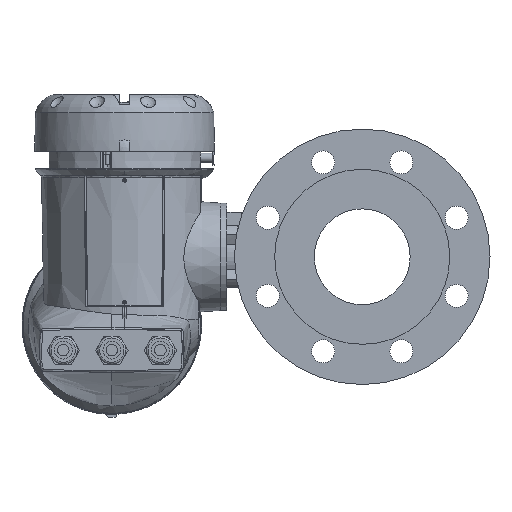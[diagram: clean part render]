
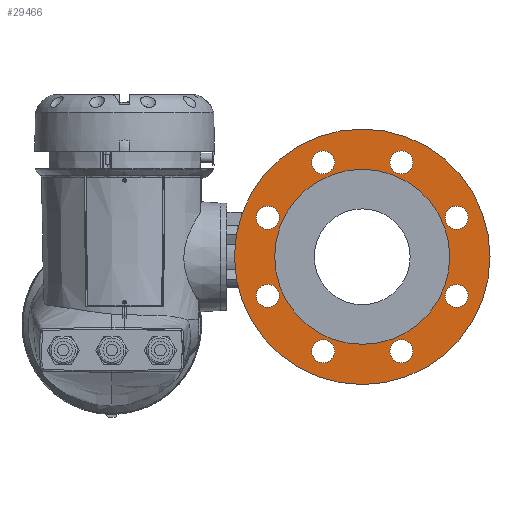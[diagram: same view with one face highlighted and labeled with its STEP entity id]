
A CAD part, left-side view. The second image highlights one B-rep face of the part: STEP entity #29466.
In plain terms, the highlighted planar face has unit normal (-1, 0, 0).
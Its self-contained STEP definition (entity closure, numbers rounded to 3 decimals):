
#444 = EDGE_LOOP ( 'NONE', ( #21904 ) ) ;
#450 = EDGE_LOOP ( 'NONE', ( #21901 ) ) ;
#461 = EDGE_LOOP ( 'NONE', ( #21897 ) ) ;
#464 = EDGE_LOOP ( 'NONE', ( #21896 ) ) ;
#469 = EDGE_LOOP ( 'NONE', ( #21895 ) ) ;
#678 = EDGE_LOOP ( 'NONE', ( #21902 ) ) ;
#1297 = EDGE_LOOP ( 'NONE', ( #21903 ) ) ;
#1511 = PLANE ( 'NONE',  #7211 ) ;
#1524 = CARTESIAN_POINT ( 'NONE',  ( -89.805, -99.517, -10.543 ) ) ;
#1535 = DIRECTION ( 'NONE',  ( -1., 0., 0. ) ) ;
#1537 = DIRECTION ( 'NONE',  ( 0., 0., -1. ) ) ;
#4551 = CIRCLE ( 'NONE', #6378, 68.5 ) ;
#4652 = CIRCLE ( 'NONE', #6366, 9. ) ;
#4671 = CIRCLE ( 'NONE', #6354, 9. ) ;
#4685 = CIRCLE ( 'NONE', #6362, 9. ) ;
#4690 = CIRCLE ( 'NONE', #6360, 100. ) ;
#4705 = CIRCLE ( 'NONE', #6358, 9. ) ;
#4717 = CIRCLE ( 'NONE', #6356, 9. ) ;
#4725 = CIRCLE ( 'NONE', #6343, 9. ) ;
#4738 = CIRCLE ( 'NONE', #6348, 9. ) ;
#4751 = CIRCLE ( 'NONE', #6342, 9. ) ;
#6342 = AXIS2_PLACEMENT_3D ( 'NONE', #20892, #20899, #20900 ) ;
#6343 = AXIS2_PLACEMENT_3D ( 'NONE', #20931, #20932, #20933 ) ;
#6348 = AXIS2_PLACEMENT_3D ( 'NONE', #20916, #20917, #20918 ) ;
#6354 = AXIS2_PLACEMENT_3D ( 'NONE', #21005, #21006, #21007 ) ;
#6356 = AXIS2_PLACEMENT_3D ( 'NONE', #20924, #20944, #20945 ) ;
#6358 = AXIS2_PLACEMENT_3D ( 'NONE', #20958, #20960, #20961 ) ;
#6360 = AXIS2_PLACEMENT_3D ( 'NONE', #20985, #20988, #20989 ) ;
#6362 = AXIS2_PLACEMENT_3D ( 'NONE', #20995, #20997, #20998 ) ;
#6366 = AXIS2_PLACEMENT_3D ( 'NONE', #21015, #21026, #21027 ) ;
#6378 = AXIS2_PLACEMENT_3D ( 'NONE', #21214, #21215, #21216 ) ;
#7211 = AXIS2_PLACEMENT_3D ( 'NONE', #1524, #1535, #1537 ) ;
#10415 = VERTEX_POINT ( 'NONE', #10416 ) ;
#10416 = CARTESIAN_POINT ( 'NONE',  ( -89.805, -25.607, -32.157 ) ) ;
#10423 = VERTEX_POINT ( 'NONE', #10424 ) ;
#10424 = CARTESIAN_POINT ( 'NONE',  ( -89.805, -68.902, -75.453 ) ) ;
#10427 = VERTEX_POINT ( 'NONE', #10428 ) ;
#10428 = CARTESIAN_POINT ( 'NONE',  ( -89.805, -130.132, -75.453 ) ) ;
#10431 = VERTEX_POINT ( 'NONE', #10432 ) ;
#10432 = CARTESIAN_POINT ( 'NONE',  ( -89.805, -173.427, -32.157 ) ) ;
#10435 = VERTEX_POINT ( 'NONE', #10436 ) ;
#10436 = CARTESIAN_POINT ( 'NONE',  ( -89.805, -173.427, 29.072 ) ) ;
#10439 = VERTEX_POINT ( 'NONE', #10440 ) ;
#10440 = CARTESIAN_POINT ( 'NONE',  ( -89.805, -99.517, -110.543 ) ) ;
#10441 = VERTEX_POINT ( 'NONE', #10442 ) ;
#10442 = CARTESIAN_POINT ( 'NONE',  ( -89.805, -68.902, 72.368 ) ) ;
#10443 = VERTEX_POINT ( 'NONE', #10444 ) ;
#10444 = CARTESIAN_POINT ( 'NONE',  ( -89.805, -25.607, 29.072 ) ) ;
#10445 = VERTEX_POINT ( 'NONE', #10446 ) ;
#10446 = CARTESIAN_POINT ( 'NONE',  ( -89.805, -130.132, 72.368 ) ) ;
#10459 = VERTEX_POINT ( 'NONE', #10460 ) ;
#10460 = CARTESIAN_POINT ( 'NONE',  ( -89.805, -99.517, -79.043 ) ) ;
#13737 = EDGE_CURVE ( 'NONE', #10415, #10415, #4751, .T. ) ;
#13744 = EDGE_CURVE ( 'NONE', #10423, #10423, #4738, .T. ) ;
#13750 = EDGE_CURVE ( 'NONE', #10427, #10427, #4725, .T. ) ;
#13755 = EDGE_CURVE ( 'NONE', #10431, #10431, #4717, .T. ) ;
#13761 = EDGE_CURVE ( 'NONE', #10435, #10435, #4705, .T. ) ;
#13769 = EDGE_CURVE ( 'NONE', #10439, #10439, #4690, .T. ) ;
#13772 = EDGE_CURVE ( 'NONE', #10441, #10441, #4685, .T. ) ;
#13776 = EDGE_CURVE ( 'NONE', #10443, #10443, #4671, .T. ) ;
#13785 = EDGE_CURVE ( 'NONE', #10445, #10445, #4652, .T. ) ;
#13837 = EDGE_CURVE ( 'NONE', #10459, #10459, #4551, .T. ) ;
#20892 = CARTESIAN_POINT ( 'NONE',  ( -89.805, -25.607, -41.157 ) ) ;
#20899 = DIRECTION ( 'NONE',  ( -1., 0., 0. ) ) ;
#20900 = DIRECTION ( 'NONE',  ( 0., 0., 1. ) ) ;
#20916 = CARTESIAN_POINT ( 'NONE',  ( -89.805, -68.902, -84.453 ) ) ;
#20917 = DIRECTION ( 'NONE',  ( -1., 0., 0. ) ) ;
#20918 = DIRECTION ( 'NONE',  ( 0., 0., 1. ) ) ;
#20924 = CARTESIAN_POINT ( 'NONE',  ( -89.805, -173.427, -41.157 ) ) ;
#20931 = CARTESIAN_POINT ( 'NONE',  ( -89.805, -130.132, -84.453 ) ) ;
#20932 = DIRECTION ( 'NONE',  ( -1., 0., 0. ) ) ;
#20933 = DIRECTION ( 'NONE',  ( 0., 0., 1. ) ) ;
#20944 = DIRECTION ( 'NONE',  ( -1., 0., 0. ) ) ;
#20945 = DIRECTION ( 'NONE',  ( 0., 0., 1. ) ) ;
#20958 = CARTESIAN_POINT ( 'NONE',  ( -89.805, -173.427, 20.072 ) ) ;
#20960 = DIRECTION ( 'NONE',  ( -1., 0., 0. ) ) ;
#20961 = DIRECTION ( 'NONE',  ( 0., 0., 1. ) ) ;
#20985 = CARTESIAN_POINT ( 'NONE',  ( -89.805, -99.517, -10.543 ) ) ;
#20988 = DIRECTION ( 'NONE',  ( 1., 0., 0. ) ) ;
#20989 = DIRECTION ( 'NONE',  ( 0., 0., -1. ) ) ;
#20995 = CARTESIAN_POINT ( 'NONE',  ( -89.805, -68.902, 63.368 ) ) ;
#20997 = DIRECTION ( 'NONE',  ( -1., 0., 0. ) ) ;
#20998 = DIRECTION ( 'NONE',  ( 0., 0., 1. ) ) ;
#21005 = CARTESIAN_POINT ( 'NONE',  ( -89.805, -25.607, 20.072 ) ) ;
#21006 = DIRECTION ( 'NONE',  ( -1., 0., 0. ) ) ;
#21007 = DIRECTION ( 'NONE',  ( 0., 0., 1. ) ) ;
#21015 = CARTESIAN_POINT ( 'NONE',  ( -89.805, -130.132, 63.368 ) ) ;
#21026 = DIRECTION ( 'NONE',  ( -1., 0., 0. ) ) ;
#21027 = DIRECTION ( 'NONE',  ( 0., 0., 1. ) ) ;
#21214 = CARTESIAN_POINT ( 'NONE',  ( -89.805, -99.517, -10.543 ) ) ;
#21215 = DIRECTION ( 'NONE',  ( 1., 0., 0. ) ) ;
#21216 = DIRECTION ( 'NONE',  ( 0., 0., -1. ) ) ;
#21895 = ORIENTED_EDGE ( 'NONE', *, *, #13837, .T. ) ;
#21896 = ORIENTED_EDGE ( 'NONE', *, *, #13769, .F. ) ;
#21897 = ORIENTED_EDGE ( 'NONE', *, *, #13737, .F. ) ;
#21898 = ORIENTED_EDGE ( 'NONE', *, *, #13744, .F. ) ;
#21899 = ORIENTED_EDGE ( 'NONE', *, *, #13750, .F. ) ;
#21900 = ORIENTED_EDGE ( 'NONE', *, *, #13755, .F. ) ;
#21901 = ORIENTED_EDGE ( 'NONE', *, *, #13761, .F. ) ;
#21902 = ORIENTED_EDGE ( 'NONE', *, *, #13785, .F. ) ;
#21903 = ORIENTED_EDGE ( 'NONE', *, *, #13772, .F. ) ;
#21904 = ORIENTED_EDGE ( 'NONE', *, *, #13776, .F. ) ;
#27830 = EDGE_LOOP ( 'NONE', ( #21898 ) ) ;
#27832 = EDGE_LOOP ( 'NONE', ( #21899 ) ) ;
#27834 = EDGE_LOOP ( 'NONE', ( #21900 ) ) ;
#29466 = ADVANCED_FACE ( 'NONE', ( #36790, #36801, #36805, #36808, #36797, #36788, #36803, #36806, #36810, #36799 ), #1511, .T. ) ;
#36788 = FACE_BOUND ( 'NONE', #27832, .T. ) ;
#36790 = FACE_BOUND ( 'NONE', #444, .T. ) ;
#36797 = FACE_BOUND ( 'NONE', #27834, .T. ) ;
#36799 = FACE_BOUND ( 'NONE', #469, .T. ) ;
#36801 = FACE_BOUND ( 'NONE', #1297, .T. ) ;
#36803 = FACE_BOUND ( 'NONE', #27830, .T. ) ;
#36805 = FACE_BOUND ( 'NONE', #678, .T. ) ;
#36806 = FACE_BOUND ( 'NONE', #461, .T. ) ;
#36808 = FACE_BOUND ( 'NONE', #450, .T. ) ;
#36810 = FACE_OUTER_BOUND ( 'NONE', #464, .T. ) ;
